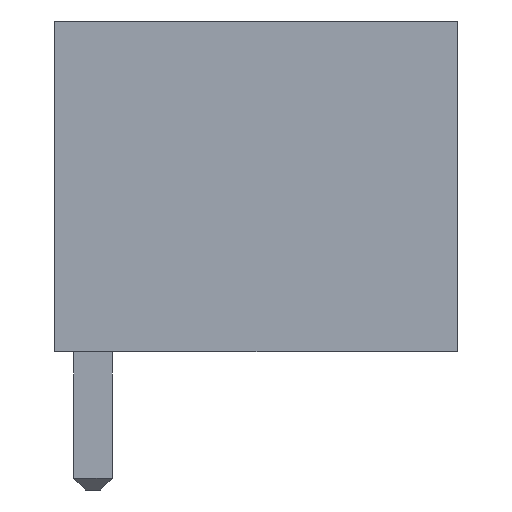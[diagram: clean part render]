
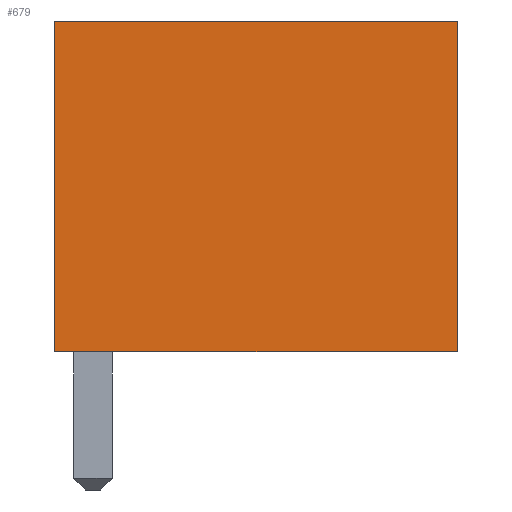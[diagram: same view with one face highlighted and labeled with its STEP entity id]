
A CAD part, left-side view. The second image highlights one B-rep face of the part: STEP entity #679.
In plain terms, the highlighted planar face has unit normal (-1, 0, 0).
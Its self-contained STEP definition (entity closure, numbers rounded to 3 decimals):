
#42 = FACE_OUTER_BOUND ( 'NONE', #250, .T. ) ;
#72 = PLANE ( 'NONE',  #1051 ) ;
#108 = ORIENTED_EDGE ( 'NONE', *, *, #120, .F. ) ;
#120 = EDGE_CURVE ( 'NONE', #3311, #2732, #2589, .T. ) ;
#136 = LINE ( 'NONE', #2385, #3255 ) ;
#250 = EDGE_LOOP ( 'NONE', ( #4157, #108, #2329, #1270 ) ) ;
#679 = ADVANCED_FACE ( 'NONE', ( #42 ), #72, .F. ) ;
#728 = VECTOR ( 'NONE', #1124, 1000. ) ;
#1051 = AXIS2_PLACEMENT_3D ( 'NONE', #1138, #2974, #1087 ) ;
#1087 = DIRECTION ( 'NONE',  ( 0., 0., -1. ) ) ;
#1124 = DIRECTION ( 'NONE',  ( 0., 0., -1. ) ) ;
#1138 = CARTESIAN_POINT ( 'NONE',  ( -13.4, 0., 8.6 ) ) ;
#1241 = EDGE_CURVE ( 'NONE', #4182, #3311, #136, .T. ) ;
#1270 = ORIENTED_EDGE ( 'NONE', *, *, #1735, .T. ) ;
#1474 = CARTESIAN_POINT ( 'NONE',  ( -13.4, 10.5, 0. ) ) ;
#1539 = CARTESIAN_POINT ( 'NONE',  ( -13.4, 0., 8.6 ) ) ;
#1721 = DIRECTION ( 'NONE',  ( 0., -1., 0. ) ) ;
#1735 = EDGE_CURVE ( 'NONE', #4182, #3696, #2898, .T. ) ;
#1987 = DIRECTION ( 'NONE',  ( 0., -1., 0. ) ) ;
#2024 = VECTOR ( 'NONE', #2144, 1000. ) ;
#2144 = DIRECTION ( 'NONE',  ( 0., 0., -1. ) ) ;
#2329 = ORIENTED_EDGE ( 'NONE', *, *, #1241, .F. ) ;
#2385 = CARTESIAN_POINT ( 'NONE',  ( -13.4, 0., 8.6 ) ) ;
#2589 = LINE ( 'NONE', #1539, #728 ) ;
#2641 = VECTOR ( 'NONE', #1721, 1000. ) ;
#2732 = VERTEX_POINT ( 'NONE', #3934 ) ;
#2898 = LINE ( 'NONE', #3984, #2024 ) ;
#2974 = DIRECTION ( 'NONE',  ( 1., 0., 0. ) ) ;
#3138 = CARTESIAN_POINT ( 'NONE',  ( -13.4, 10.5, 8.6 ) ) ;
#3177 = LINE ( 'NONE', #3958, #2641 ) ;
#3255 = VECTOR ( 'NONE', #1987, 1000. ) ;
#3311 = VERTEX_POINT ( 'NONE', #4409 ) ;
#3696 = VERTEX_POINT ( 'NONE', #1474 ) ;
#3825 = EDGE_CURVE ( 'NONE', #3696, #2732, #3177, .T. ) ;
#3934 = CARTESIAN_POINT ( 'NONE',  ( -13.4, 0., 0. ) ) ;
#3958 = CARTESIAN_POINT ( 'NONE',  ( -13.4, 0., 0. ) ) ;
#3984 = CARTESIAN_POINT ( 'NONE',  ( -13.4, 10.5, 8.6 ) ) ;
#4157 = ORIENTED_EDGE ( 'NONE', *, *, #3825, .T. ) ;
#4182 = VERTEX_POINT ( 'NONE', #3138 ) ;
#4409 = CARTESIAN_POINT ( 'NONE',  ( -13.4, 0., 8.6 ) ) ;
